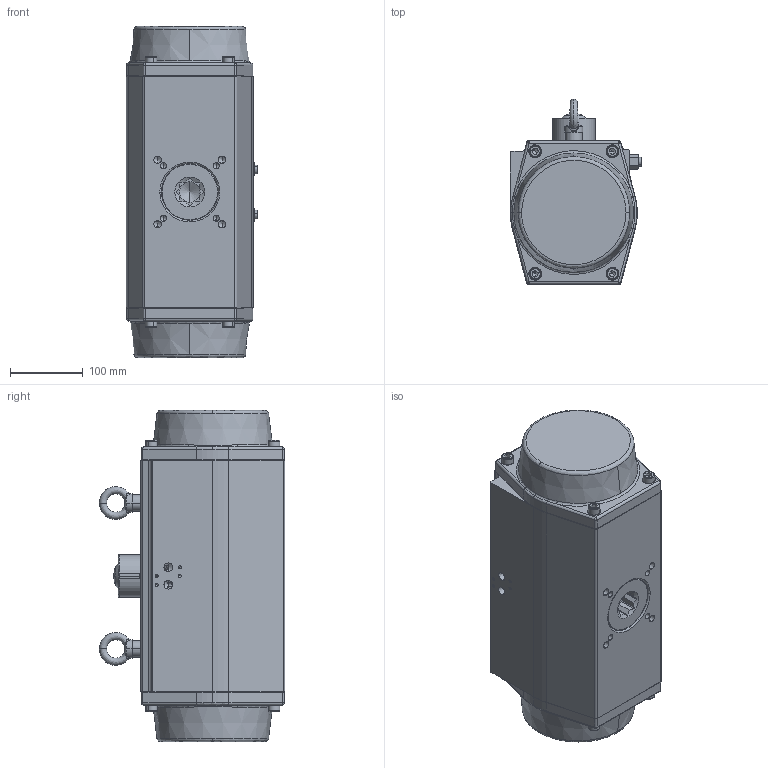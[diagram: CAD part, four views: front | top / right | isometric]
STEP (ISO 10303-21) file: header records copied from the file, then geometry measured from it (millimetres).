
FILE_DESCRIPTION (( 'STEP AP203' ), '1' );
FILE_NAME ('GD-160-090-V27-FG-SA-Doku.step', '2019-01-14T07:37:07', ( '' ), ( '' ), 'SwSTEP 2.0', 'SolidWorks 2018', '' );
FILE_SCHEMA (( 'CONFIG_CONTROL_DESIGN' ));
Products named in the file (1): GD-160-090-V27-FG-SA-Doku
Bounding box: 180 x 254 x 454 mm (x, y, z)
Volume: 5296136.1 mm3; surface area: 864680.4 mm2
Topology: 29 solids, 29 shells, 2748 faces, 6639 edges, 3806 vertices
Faces by surface type: bspline 1072, cylinder 896, plane 600, cone 180
Entity records: 122767 total; most frequent: CARTESIAN_POINT 65374, ORIENTED_EDGE 12774, DIRECTION 11000, EDGE_CURVE 6387, AXIS2_PLACEMENT_3D 4382, VERTEX_POINT 3806, EDGE_LOOP 2913, ADVANCED_FACE 2748
